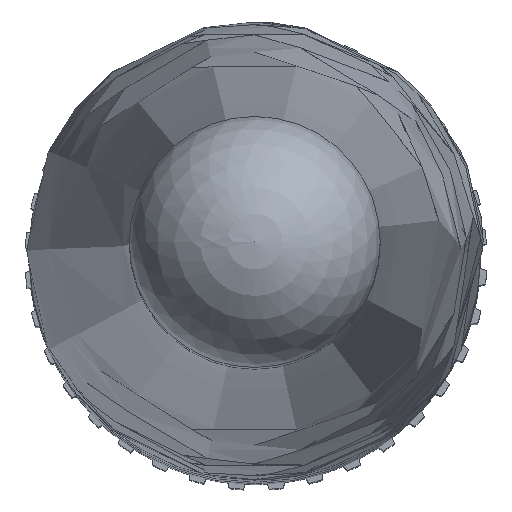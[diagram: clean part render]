
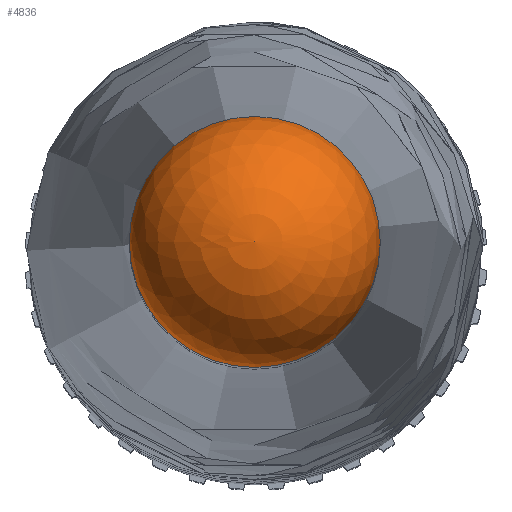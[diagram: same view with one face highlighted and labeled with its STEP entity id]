
A CAD part, top view. The second image highlights one B-rep face of the part: STEP entity #4836.
In plain terms, the highlighted spherical face has radius 2.5 mm.
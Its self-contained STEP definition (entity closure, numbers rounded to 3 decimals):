
#1409=FACE_OUTER_BOUND('',#1669,.T.);
#1669=EDGE_LOOP('',(#3353,#3354,#3355,#3356));
#1935=CIRCLE('',#5154,2.5);
#1936=CIRCLE('',#5155,2.5);
#1937=CIRCLE('',#5156,2.5);
#2123=VERTEX_POINT('',#7074);
#2124=VERTEX_POINT('',#7075);
#2125=VERTEX_POINT('',#7078);
#2614=EDGE_CURVE('',#2123,#2124,#1935,.T.);
#2615=EDGE_CURVE('',#2124,#2123,#1936,.T.);
#2616=EDGE_CURVE('',#2125,#2124,#1937,.T.);
#3353=ORIENTED_EDGE('',*,*,#2614,.F.);
#3354=ORIENTED_EDGE('',*,*,#2615,.F.);
#3355=ORIENTED_EDGE('',*,*,#2616,.F.);
#3356=ORIENTED_EDGE('',*,*,#2616,.T.);
#4831=SPHERICAL_SURFACE('',#5153,2.5);
#4836=ADVANCED_FACE('',(#1409),#4831,.T.);
#5153=AXIS2_PLACEMENT_3D('',#7073,#5613,#5614);
#5154=AXIS2_PLACEMENT_3D('',#7076,#5615,#5616);
#5155=AXIS2_PLACEMENT_3D('',#7077,#5617,#5618);
#5156=AXIS2_PLACEMENT_3D('',#7079,#5619,#5620);
#5613=DIRECTION('center_axis',(0.,0.,1.));
#5614=DIRECTION('ref_axis',(1.,0.,0.));
#5615=DIRECTION('center_axis',(0.,0.,-1.));
#5616=DIRECTION('ref_axis',(1.,0.,0.));
#5617=DIRECTION('center_axis',(0.,0.,-1.));
#5618=DIRECTION('ref_axis',(1.,0.,0.));
#5619=DIRECTION('center_axis',(0.,-1.,0.));
#5620=DIRECTION('ref_axis',(-1.,0.,0.));
#7073=CARTESIAN_POINT('Origin',(21.855,0.,15.));
#7074=CARTESIAN_POINT('',(24.355,0.,15.));
#7075=CARTESIAN_POINT('',(19.355,0.,15.));
#7076=CARTESIAN_POINT('Origin',(21.855,0.,15.));
#7077=CARTESIAN_POINT('Origin',(21.855,0.,15.));
#7078=CARTESIAN_POINT('',(21.855,0.,17.5));
#7079=CARTESIAN_POINT('Origin',(21.855,0.,15.));
